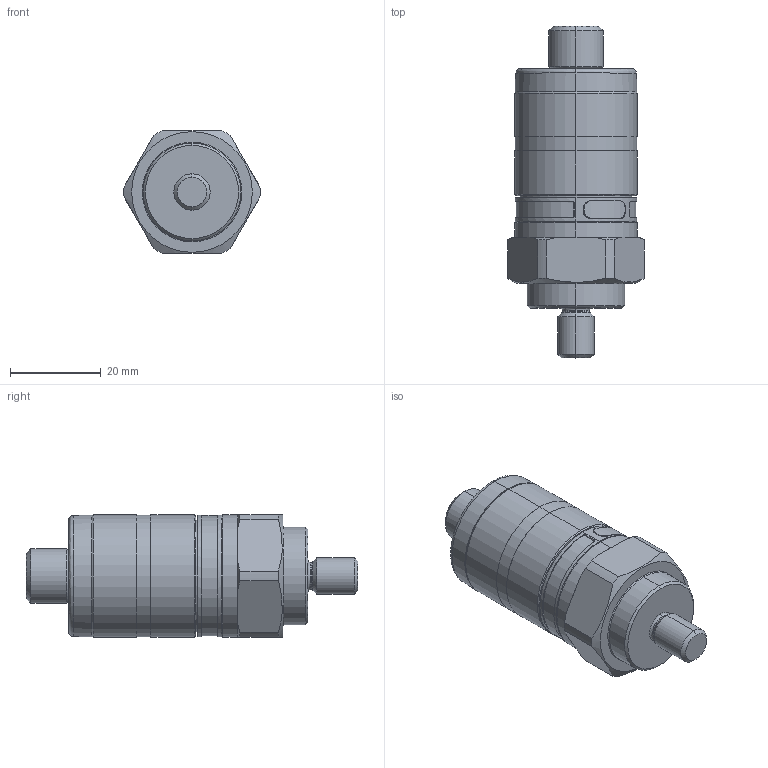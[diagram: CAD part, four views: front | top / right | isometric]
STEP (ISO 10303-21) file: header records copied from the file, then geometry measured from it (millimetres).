
FILE_DESCRIPTION (( 'STEP AP214' ), '1' );
FILE_NAME ('VCST-25-1000.STEP', '2022-04-18T14:38:48', ( '' ), ( '' ), 'SwSTEP 2.0', 'SolidWorks 2021', '' );
FILE_SCHEMA (( 'AUTOMOTIVE_DESIGN' ));
Length unit declared in the file: inch
Products named in the file (1): VCST-25-1000
Bounding box: 29.99 x 73.05 x 27 mm (x, y, z)
Volume: 29995.6 mm3; surface area: 7118.3 mm2
Topology: 1 solids, 1 shells, 146 faces, 352 edges, 222 vertices
Faces by surface type: plane 55, cylinder 49, cone 30, bspline 12
Entity records: 5057 total; most frequent: CARTESIAN_POINT 1651, DIRECTION 712, ORIENTED_EDGE 704, EDGE_CURVE 352, AXIS2_PLACEMENT_3D 281, VERTEX_POINT 222, EDGE_LOOP 160, LINE 150
